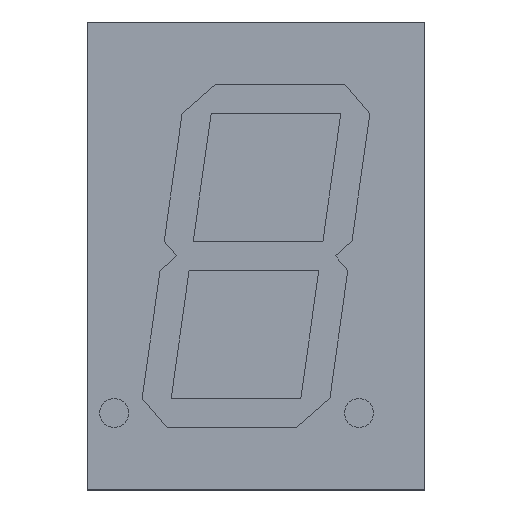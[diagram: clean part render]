
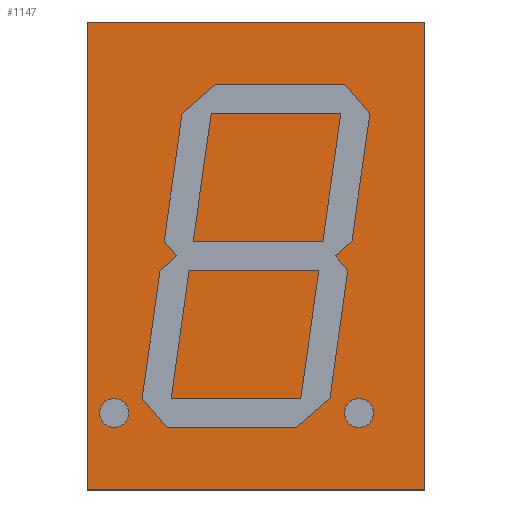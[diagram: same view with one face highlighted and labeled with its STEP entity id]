
A CAD part, top view. The second image highlights one B-rep face of the part: STEP entity #1147.
In plain terms, the highlighted planar face has unit normal (0, 0, 1).
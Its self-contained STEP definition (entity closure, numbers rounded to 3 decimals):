
#150=LINE('',#1896,#267);
#153=LINE('',#1901,#270);
#155=LINE('',#1905,#272);
#156=LINE('',#1907,#273);
#267=VECTOR('',#1576,10.);
#270=VECTOR('',#1581,10.);
#272=VECTOR('',#1585,10.);
#273=VECTOR('',#1588,10.);
#360=FACE_OUTER_BOUND('',#449,.T.);
#449=EDGE_LOOP('',(#1015,#1016,#1017,#1018));
#574=VERTEX_POINT('',#1893);
#575=VERTEX_POINT('',#1895);
#576=VERTEX_POINT('',#1899);
#577=VERTEX_POINT('',#1903);
#718=EDGE_CURVE('',#575,#574,#150,.T.);
#721=EDGE_CURVE('',#574,#576,#153,.T.);
#723=EDGE_CURVE('',#576,#577,#155,.T.);
#724=EDGE_CURVE('',#577,#575,#156,.T.);
#1015=ORIENTED_EDGE('',*,*,#718,.T.);
#1016=ORIENTED_EDGE('',*,*,#721,.T.);
#1017=ORIENTED_EDGE('',*,*,#723,.T.);
#1018=ORIENTED_EDGE('',*,*,#724,.T.);
#1075=PLANE('',#1267);
#1147=ADVANCED_FACE('',(#360),#1075,.T.);
#1267=AXIS2_PLACEMENT_3D('',#1908,#1589,#1590);
#1576=DIRECTION('',(0.,-1.,0.));
#1581=DIRECTION('',(1.,0.,0.));
#1585=DIRECTION('',(0.,1.,0.));
#1588=DIRECTION('',(-1.,0.,0.));
#1589=DIRECTION('center_axis',(0.,0.,1.));
#1590=DIRECTION('ref_axis',(1.,0.,0.));
#1893=CARTESIAN_POINT('',(-10.,-13.85,8.4));
#1895=CARTESIAN_POINT('',(-10.,13.85,8.4));
#1896=CARTESIAN_POINT('',(-10.,13.85,8.4));
#1899=CARTESIAN_POINT('',(10.,-13.85,8.4));
#1901=CARTESIAN_POINT('',(-10.,-13.85,8.4));
#1903=CARTESIAN_POINT('',(10.,13.85,8.4));
#1905=CARTESIAN_POINT('',(10.,13.85,8.4));
#1907=CARTESIAN_POINT('',(-10.,13.85,8.4));
#1908=CARTESIAN_POINT('Origin',(0.,0.,8.4));
